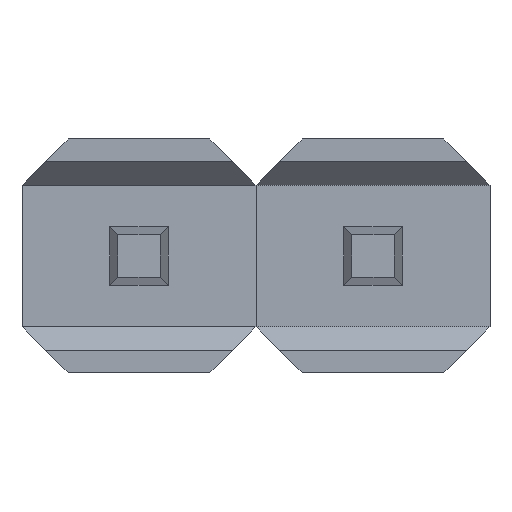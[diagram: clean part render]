
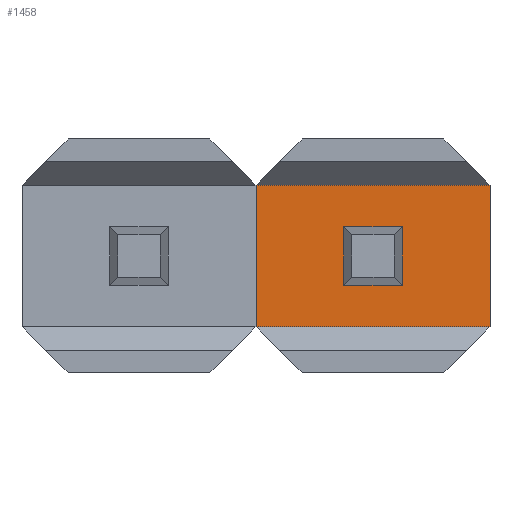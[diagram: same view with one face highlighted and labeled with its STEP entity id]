
A CAD part, front view. The second image highlights one B-rep face of the part: STEP entity #1458.
In plain terms, the highlighted planar face has unit normal (0, -1, 0).
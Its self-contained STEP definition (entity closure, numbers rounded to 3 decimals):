
#3 = AXIS2_PLACEMENT_3D ( 'NONE', #2211, #1302, #593 ) ;
#64 = VERTEX_POINT ( 'NONE', #1723 ) ;
#78 = LINE ( 'NONE', #714, #1836 ) ;
#100 = EDGE_LOOP ( 'NONE', ( #2130, #706, #509, #538 ) ) ;
#470 = VERTEX_POINT ( 'NONE', #1816 ) ;
#505 = CARTESIAN_POINT ( 'NONE',  ( -1.27, 0.254, 0.77 ) ) ;
#509 = ORIENTED_EDGE ( 'NONE', *, *, #1307, .T. ) ;
#538 = ORIENTED_EDGE ( 'NONE', *, *, #2236, .T. ) ;
#593 = DIRECTION ( 'NONE',  ( 0., 0., -1. ) ) ;
#706 = ORIENTED_EDGE ( 'NONE', *, *, #771, .T. ) ;
#714 = CARTESIAN_POINT ( 'NONE',  ( -1.27, 0.254, 0.77 ) ) ;
#744 = CARTESIAN_POINT ( 'NONE',  ( 1.27, 0.254, 0.77 ) ) ;
#771 = EDGE_CURVE ( 'NONE', #64, #1230, #1335, .T. ) ;
#789 = VECTOR ( 'NONE', #842, 1000. ) ;
#842 = DIRECTION ( 'NONE',  ( 1., 0., 0. ) ) ;
#1230 = VERTEX_POINT ( 'NONE', #1769 ) ;
#1250 = DIRECTION ( 'NONE',  ( 0., 0., 1. ) ) ;
#1302 = DIRECTION ( 'NONE',  ( 0., -1., 0. ) ) ;
#1307 = EDGE_CURVE ( 'NONE', #1230, #2240, #1979, .T. ) ;
#1318 = VECTOR ( 'NONE', #1250, 1000. ) ;
#1335 = LINE ( 'NONE', #1939, #789 ) ;
#1458 = ADVANCED_FACE ( 'NONE', ( #1750 ), #2044, .T. ) ;
#1602 = CARTESIAN_POINT ( 'NONE',  ( 1.27, 0.254, 0.77 ) ) ;
#1685 = EDGE_CURVE ( 'NONE', #470, #64, #78, .T. ) ;
#1723 = CARTESIAN_POINT ( 'NONE',  ( -1.27, 0.254, -0.77 ) ) ;
#1750 = FACE_OUTER_BOUND ( 'NONE', #100, .T. ) ;
#1769 = CARTESIAN_POINT ( 'NONE',  ( 1.27, 0.254, -0.77 ) ) ;
#1816 = CARTESIAN_POINT ( 'NONE',  ( -1.27, 0.254, 0.77 ) ) ;
#1836 = VECTOR ( 'NONE', #1926, 1000. ) ;
#1926 = DIRECTION ( 'NONE',  ( 0., 0., -1. ) ) ;
#1938 = LINE ( 'NONE', #505, #2330 ) ;
#1939 = CARTESIAN_POINT ( 'NONE',  ( -1.27, 0.254, -0.77 ) ) ;
#1970 = DIRECTION ( 'NONE',  ( -1., 0., 0. ) ) ;
#1979 = LINE ( 'NONE', #744, #1318 ) ;
#2044 = PLANE ( 'NONE',  #3 ) ;
#2130 = ORIENTED_EDGE ( 'NONE', *, *, #1685, .T. ) ;
#2211 = CARTESIAN_POINT ( 'NONE',  ( 0., 0.254, 0. ) ) ;
#2236 = EDGE_CURVE ( 'NONE', #2240, #470, #1938, .T. ) ;
#2240 = VERTEX_POINT ( 'NONE', #1602 ) ;
#2330 = VECTOR ( 'NONE', #1970, 1000. ) ;
